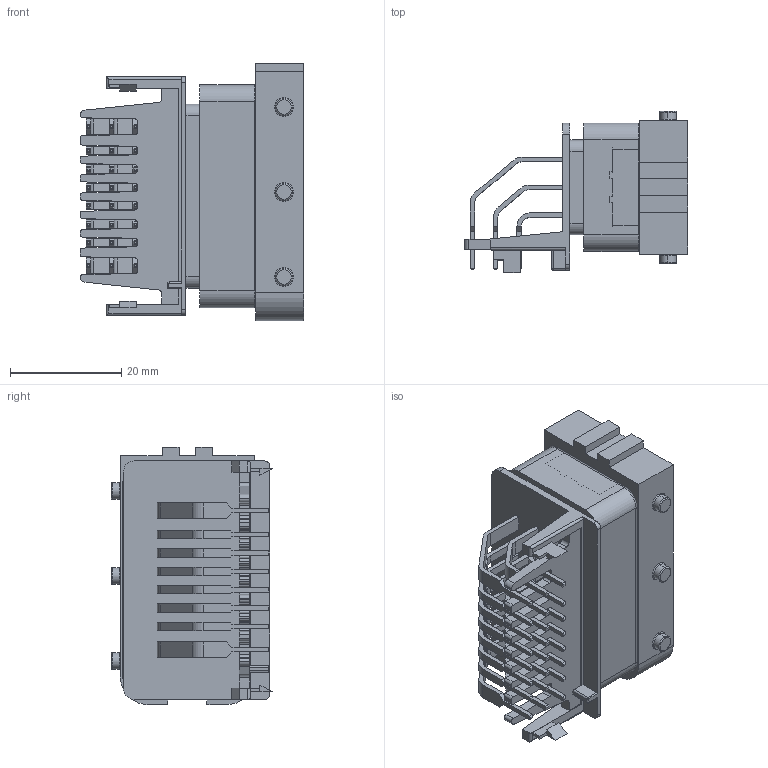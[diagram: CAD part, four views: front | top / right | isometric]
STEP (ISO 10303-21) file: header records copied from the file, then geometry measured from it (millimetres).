
FILE_DESCRIPTION(('CAx-IF Rec.Pracs.---Model Styling and Organization---1.5---2016-08-15','CAx-IF Rec.Pracs.---Geometric and Assembly Validation Properties---4.4---2016-08-17','CAx-IF Rec.Pracs.---User Defined Attributes---1.5---2016-08-15','CAx-IF Rec.Pracs.---External References---2.1---2005-01-19'),'2;1');
FILE_NAME('263563.step','2023-04-03T03:30:15',('Unspecified'),('Unspecified'),'CAD Exchanger 3.8.1 (cadexchanger.com)','Unspecified','');
FILE_SCHEMA(('AUTOMOTIVE_DESIGN { 1 0 10303 214 1 1 1 1 }'));
Length unit declared in the file: millimetre
Products named in the file (1): HCCPHPE24BKA90F
Bounding box: 40.2 x 28.95 x 46.2 mm (x, y, z)
Volume: 11941.7 mm3; surface area: 15675.5 mm2
Topology: 25 solids, 25 shells, 910 faces, 2374 edges, 1530 vertices
Faces by surface type: plane 677, cylinder 195, torus 30, cone 8
Entity records: 31125 total; most frequent: CARTESIAN_POINT 4829, ORIENTED_EDGE 4748, DIRECTION 4644, EDGE_CURVE 2374, LINE 1922, VECTOR 1922, VERTEX_POINT 1530, AXIS2_PLACEMENT_3D 1361
